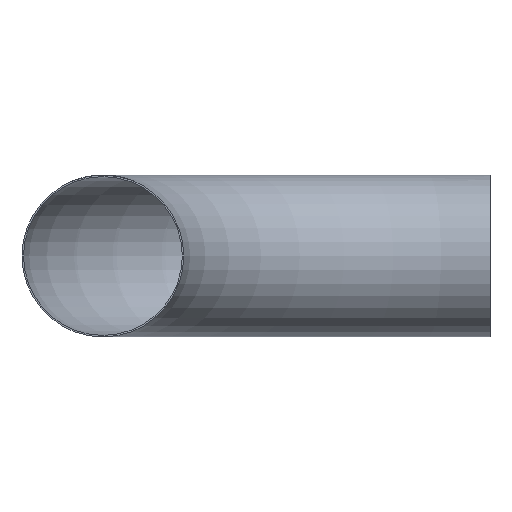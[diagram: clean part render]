
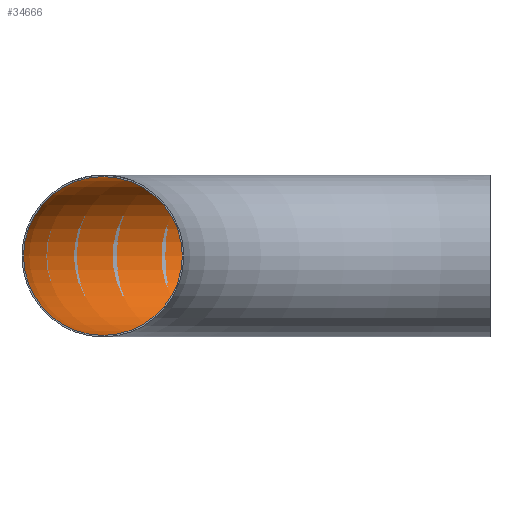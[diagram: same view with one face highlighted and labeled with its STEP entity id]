
A CAD part, front view. The second image highlights one B-rep face of the part: STEP entity #34666.
In plain terms, the highlighted toroidal (fillet/blend) face has major radius 775 mm and minor radius 158.95 mm.
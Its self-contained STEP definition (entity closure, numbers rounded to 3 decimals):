
#1725 = ORIENTED_EDGE ( 'NONE', *, *, #36981, .F. ) ;
#6739 = DIRECTION ( 'NONE',  ( 0., 0., -1. ) ) ;
#6904 = AXIS2_PLACEMENT_3D ( 'NONE', #36526, #19236, #12960 ) ;
#8091 = DIRECTION ( 'NONE',  ( 1., 0., 0. ) ) ;
#9972 = ORIENTED_EDGE ( 'NONE', *, *, #32086, .T. ) ;
#10755 = DIRECTION ( 'NONE',  ( 0., 1., 0. ) ) ;
#12423 = FACE_OUTER_BOUND ( 'NONE', #34540, .T. ) ;
#12960 = DIRECTION ( 'NONE',  ( 0., 0., 1. ) ) ;
#16044 = CARTESIAN_POINT ( 'NONE',  ( 0., 775., 0. ) ) ;
#16997 = VERTEX_POINT ( 'NONE', #28437 ) ;
#18309 = DIRECTION ( 'NONE',  ( -1., 0., 0. ) ) ;
#18958 = TOROIDAL_SURFACE ( 'NONE', #23221, 775., 158.95 ) ;
#18985 = CIRCLE ( 'NONE', #6904, 158.95 ) ;
#19236 = DIRECTION ( 'NONE',  ( 0., 1., 0. ) ) ;
#23221 = AXIS2_PLACEMENT_3D ( 'NONE', #24026, #6739, #18309 ) ;
#23287 = CARTESIAN_POINT ( 'NONE',  ( -775., 0., 158.95 ) ) ;
#24026 = CARTESIAN_POINT ( 'NONE',  ( 0., 0., 0. ) ) ;
#24768 = FACE_OUTER_BOUND ( 'NONE', #32149, .T. ) ;
#25525 = CIRCLE ( 'NONE', #32789, 158.95 ) ;
#28437 = CARTESIAN_POINT ( 'NONE',  ( 0., 933.95, 0. ) ) ;
#31449 = VERTEX_POINT ( 'NONE', #23287 ) ;
#32086 = EDGE_CURVE ( 'NONE', #16997, #16997, #25525, .T. ) ;
#32149 = EDGE_LOOP ( 'NONE', ( #1725 ) ) ;
#32789 = AXIS2_PLACEMENT_3D ( 'NONE', #16044, #8091, #10755 ) ;
#34540 = EDGE_LOOP ( 'NONE', ( #9972 ) ) ;
#34666 = ADVANCED_FACE ( 'NONE', ( #12423, #24768 ), #18958, .F. ) ;
#36526 = CARTESIAN_POINT ( 'NONE',  ( -775., 0., 0. ) ) ;
#36981 = EDGE_CURVE ( 'NONE', #31449, #31449, #18985, .T. ) ;
